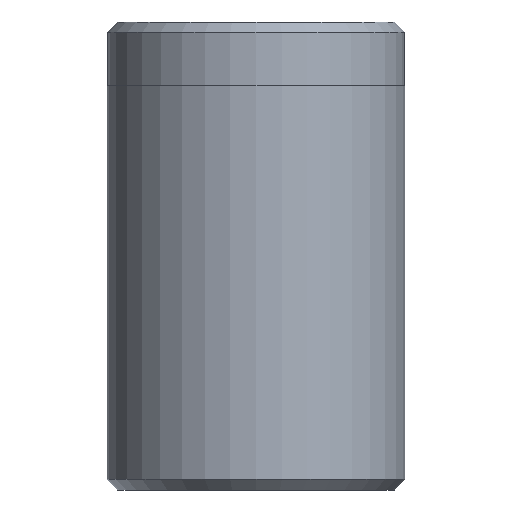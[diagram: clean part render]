
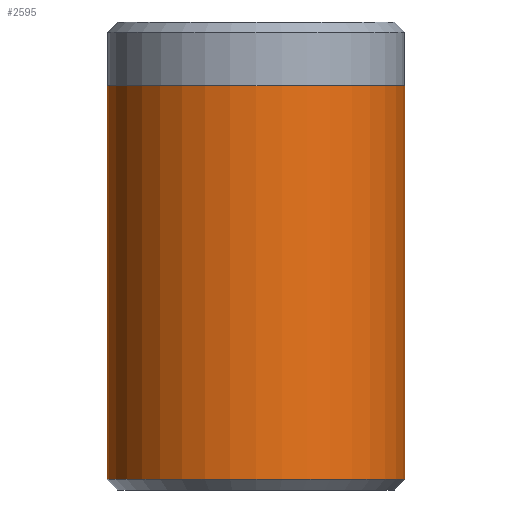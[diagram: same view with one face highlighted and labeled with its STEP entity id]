
A CAD part, front view. The second image highlights one B-rep face of the part: STEP entity #2595.
In plain terms, the highlighted cylindrical face has radius 7 mm (diameter 14 mm), a partial arc.
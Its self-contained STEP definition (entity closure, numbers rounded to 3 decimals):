
#113 = CARTESIAN_POINT ( 'NONE',  ( 7., 0., 0.5 ) ) ;
#145 = DIRECTION ( 'NONE',  ( 1., 0., 0. ) ) ;
#261 = ORIENTED_EDGE ( 'NONE', *, *, #1664, .F. ) ;
#368 = ORIENTED_EDGE ( 'NONE', *, *, #1829, .T. ) ;
#418 = DIRECTION ( 'NONE',  ( 0., 0., -1. ) ) ;
#459 = FACE_OUTER_BOUND ( 'NONE', #1121, .T. ) ;
#530 = CARTESIAN_POINT ( 'NONE',  ( -7., 0., 19. ) ) ;
#622 = AXIS2_PLACEMENT_3D ( 'NONE', #2106, #2096, #2083 ) ;
#656 = CARTESIAN_POINT ( 'NONE',  ( 7., 0., 22. ) ) ;
#683 = ORIENTED_EDGE ( 'NONE', *, *, #2148, .T. ) ;
#754 = VERTEX_POINT ( 'NONE', #530 ) ;
#801 = DIRECTION ( 'NONE',  ( 0., 0., -1. ) ) ;
#899 = AXIS2_PLACEMENT_3D ( 'NONE', #2877, #1587, #145 ) ;
#903 = AXIS2_PLACEMENT_3D ( 'NONE', #2822, #801, #2222 ) ;
#929 = DIRECTION ( 'NONE',  ( 0., 0., -1. ) ) ;
#962 = CYLINDRICAL_SURFACE ( 'NONE', #903, 7. ) ;
#1009 = CIRCLE ( 'NONE', #899, 7. ) ;
#1043 = CARTESIAN_POINT ( 'NONE',  ( -7., 0., 22. ) ) ;
#1087 = VERTEX_POINT ( 'NONE', #2521 ) ;
#1121 = EDGE_LOOP ( 'NONE', ( #2180, #261, #368, #683 ) ) ;
#1243 = LINE ( 'NONE', #656, #2867 ) ;
#1387 = VECTOR ( 'NONE', #929, 1000. ) ;
#1550 = VERTEX_POINT ( 'NONE', #113 ) ;
#1587 = DIRECTION ( 'NONE',  ( 0., 0., 1. ) ) ;
#1602 = CARTESIAN_POINT ( 'NONE',  ( -7., 0., 0.5 ) ) ;
#1664 = EDGE_CURVE ( 'NONE', #754, #1087, #2767, .T. ) ;
#1829 = EDGE_CURVE ( 'NONE', #754, #2466, #2091, .T. ) ;
#2083 = DIRECTION ( 'NONE',  ( 1., 0., 0. ) ) ;
#2091 = LINE ( 'NONE', #1043, #1387 ) ;
#2096 = DIRECTION ( 'NONE',  ( 0., 0., 1. ) ) ;
#2106 = CARTESIAN_POINT ( 'NONE',  ( 0., 0., 19. ) ) ;
#2148 = EDGE_CURVE ( 'NONE', #2466, #1550, #1009, .T. ) ;
#2180 = ORIENTED_EDGE ( 'NONE', *, *, #2539, .F. ) ;
#2222 = DIRECTION ( 'NONE',  ( -1., 0., 0. ) ) ;
#2466 = VERTEX_POINT ( 'NONE', #1602 ) ;
#2521 = CARTESIAN_POINT ( 'NONE',  ( 7., 0., 19. ) ) ;
#2539 = EDGE_CURVE ( 'NONE', #1087, #1550, #1243, .T. ) ;
#2595 = ADVANCED_FACE ( 'NONE', ( #459 ), #962, .T. ) ;
#2767 = CIRCLE ( 'NONE', #622, 7. ) ;
#2822 = CARTESIAN_POINT ( 'NONE',  ( 0., 0., 22. ) ) ;
#2867 = VECTOR ( 'NONE', #418, 1000. ) ;
#2877 = CARTESIAN_POINT ( 'NONE',  ( 0., 0., 0.5 ) ) ;
